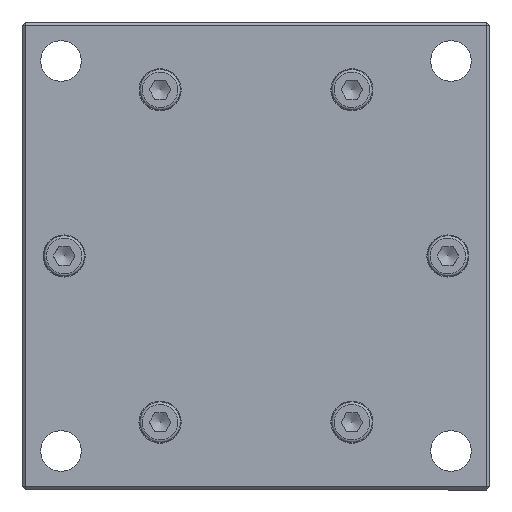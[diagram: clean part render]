
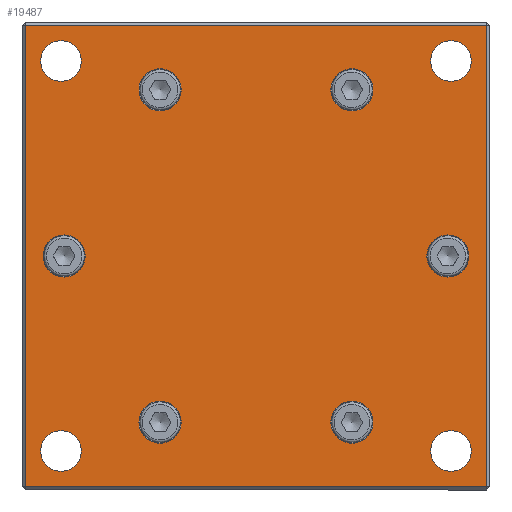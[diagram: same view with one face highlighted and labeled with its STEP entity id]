
A CAD part, left-side view. The second image highlights one B-rep face of the part: STEP entity #19487.
In plain terms, the highlighted planar face has unit normal (-1, 0, 0).
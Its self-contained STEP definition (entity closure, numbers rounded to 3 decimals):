
#18865=CARTESIAN_POINT('',(-137.0,-74.,74.));
#18866=VERTEX_POINT('',#18865);
#18927=CARTESIAN_POINT('',(-137.0,74.,74.));
#18928=VERTEX_POINT('',#18927);
#18951=CARTESIAN_POINT('',(-137.0,-74.,-74.));
#18952=VERTEX_POINT('',#18951);
#19041=CARTESIAN_POINT('',(-137.0,74.,-74.));
#19042=VERTEX_POINT('',#19041);
#19167=CARTESIAN_POINT('',(-137.0,-74.,-74.));
#19168=DIRECTION('',(0.0,1.0,0.0));
#19169=VECTOR('',#19168,148.0);
#19170=LINE('',#19167,#19169);
#19171=EDGE_CURVE('',#18952,#19042,#19170,.T.);
#19189=CARTESIAN_POINT('',(-137.0,74.,-74.));
#19190=DIRECTION('',(0.0,0.0,1.0));
#19191=VECTOR('',#19190,148.0);
#19192=LINE('',#19189,#19191);
#19193=EDGE_CURVE('',#19042,#18928,#19192,.T.);
#19289=CARTESIAN_POINT('',(-137.0,-74.,74.));
#19290=DIRECTION('',(0.0,0.0,-1.0));
#19291=VECTOR('',#19290,148.);
#19292=LINE('',#19289,#19291);
#19293=EDGE_CURVE('',#18866,#18952,#19292,.T.);
#19311=CARTESIAN_POINT('',(-137.0,74.,74.));
#19312=DIRECTION('',(0.0,-1.0,0.0));
#19313=VECTOR('',#19312,148.);
#19314=LINE('',#19311,#19313);
#19315=EDGE_CURVE('',#18928,#18866,#19314,.T.);
#19366=CARTESIAN_POINT('',(-137.0,0.,0.));
#19367=DIRECTION('',(-1.0,0.0,0.0));
#19368=DIRECTION('',(0.0,-1.0,0.0));
#19369=AXIS2_PLACEMENT_3D('',#19366,#19367,#19368);
#19370=PLANE('',#19369);
#19371=ORIENTED_EDGE('',*,*,#19171,.F.);
#19372=ORIENTED_EDGE('',*,*,#19293,.F.);
#19373=ORIENTED_EDGE('',*,*,#19315,.F.);
#19374=ORIENTED_EDGE('',*,*,#19193,.F.);
#19375=EDGE_LOOP('',(#19371,#19372,#19373,#19374));
#19376=FACE_OUTER_BOUND('',#19375,.T.);
#19377=CARTESIAN_POINT('',(-137.0,-68.25,0.));
#19378=VERTEX_POINT('',#19377);
#19379=CARTESIAN_POINT('',(-137.0,-61.5,0.));
#19380=DIRECTION('',(1.0,0.0,0.0));
#19381=DIRECTION('',(0.0,-1.0,0.0));
#19382=AXIS2_PLACEMENT_3D('',#19379,#19380,#19381);
#19383=CIRCLE('',#19382,6.75);
#19384=EDGE_CURVE('',#19378,#19378,#19383,.T.);
#19385=ORIENTED_EDGE('',*,*,#19384,.T.);
#19386=EDGE_LOOP('',(#19385));
#19387=FACE_BOUND('',#19386,.T.);
#19388=CARTESIAN_POINT('',(-137.0,-37.5,53.261));
#19389=VERTEX_POINT('',#19388);
#19390=CARTESIAN_POINT('',(-137.0,-30.75,53.261));
#19391=DIRECTION('',(1.0,0.0,0.0));
#19392=DIRECTION('',(0.0,-1.0,0.0));
#19393=AXIS2_PLACEMENT_3D('',#19390,#19391,#19392);
#19394=CIRCLE('',#19393,6.75);
#19395=EDGE_CURVE('',#19389,#19389,#19394,.T.);
#19396=ORIENTED_EDGE('',*,*,#19395,.T.);
#19397=EDGE_LOOP('',(#19396));
#19398=FACE_BOUND('',#19397,.T.);
#19399=CARTESIAN_POINT('',(-137.0,54.75,0.));
#19400=VERTEX_POINT('',#19399);
#19401=CARTESIAN_POINT('',(-137.0,61.5,0.0));
#19402=DIRECTION('',(1.0,0.0,0.0));
#19403=DIRECTION('',(0.0,-1.0,0.0));
#19404=AXIS2_PLACEMENT_3D('',#19401,#19402,#19403);
#19405=CIRCLE('',#19404,6.75);
#19406=EDGE_CURVE('',#19400,#19400,#19405,.T.);
#19407=ORIENTED_EDGE('',*,*,#19406,.T.);
#19408=EDGE_LOOP('',(#19407));
#19409=FACE_BOUND('',#19408,.T.);
#19410=CARTESIAN_POINT('',(-137.0,24.,-53.261));
#19411=VERTEX_POINT('',#19410);
#19412=CARTESIAN_POINT('',(-137.0,30.75,-53.261));
#19413=DIRECTION('',(1.0,0.0,0.0));
#19414=DIRECTION('',(0.0,-1.0,0.0));
#19415=AXIS2_PLACEMENT_3D('',#19412,#19413,#19414);
#19416=CIRCLE('',#19415,6.75);
#19417=EDGE_CURVE('',#19411,#19411,#19416,.T.);
#19418=ORIENTED_EDGE('',*,*,#19417,.T.);
#19419=EDGE_LOOP('',(#19418));
#19420=FACE_BOUND('',#19419,.T.);
#19421=CARTESIAN_POINT('',(-137.0,24.,53.261));
#19422=VERTEX_POINT('',#19421);
#19423=CARTESIAN_POINT('',(-137.0,30.75,53.261));
#19424=DIRECTION('',(1.0,0.0,0.0));
#19425=DIRECTION('',(0.0,-1.0,0.0));
#19426=AXIS2_PLACEMENT_3D('',#19423,#19424,#19425);
#19427=CIRCLE('',#19426,6.75);
#19428=EDGE_CURVE('',#19422,#19422,#19427,.T.);
#19429=ORIENTED_EDGE('',*,*,#19428,.T.);
#19430=EDGE_LOOP('',(#19429));
#19431=FACE_BOUND('',#19430,.T.);
#19432=CARTESIAN_POINT('',(-137.0,-37.5,-53.261));
#19433=VERTEX_POINT('',#19432);
#19434=CARTESIAN_POINT('',(-137.0,-30.75,-53.261));
#19435=DIRECTION('',(1.0,0.0,0.0));
#19436=DIRECTION('',(0.0,-1.0,0.0));
#19437=AXIS2_PLACEMENT_3D('',#19434,#19435,#19436);
#19438=CIRCLE('',#19437,6.75);
#19439=EDGE_CURVE('',#19433,#19433,#19438,.T.);
#19440=ORIENTED_EDGE('',*,*,#19439,.T.);
#19441=EDGE_LOOP('',(#19440));
#19442=FACE_BOUND('',#19441,.T.);
#19443=CARTESIAN_POINT('',(-137.0,-69.,-62.5));
#19444=VERTEX_POINT('',#19443);
#19445=CARTESIAN_POINT('',(-137.0,-62.5,-62.5));
#19446=DIRECTION('',(1.0,0.0,0.0));
#19447=DIRECTION('',(0.0,-1.0,0.0));
#19448=AXIS2_PLACEMENT_3D('',#19445,#19446,#19447);
#19449=CIRCLE('',#19448,6.5);
#19450=EDGE_CURVE('',#19444,#19444,#19449,.T.);
#19451=ORIENTED_EDGE('',*,*,#19450,.T.);
#19452=EDGE_LOOP('',(#19451));
#19453=FACE_BOUND('',#19452,.T.);
#19454=CARTESIAN_POINT('',(-137.0,56.,62.5));
#19455=VERTEX_POINT('',#19454);
#19456=CARTESIAN_POINT('',(-137.0,62.5,62.5));
#19457=DIRECTION('',(1.0,0.0,0.0));
#19458=DIRECTION('',(0.0,-1.0,0.0));
#19459=AXIS2_PLACEMENT_3D('',#19456,#19457,#19458);
#19460=CIRCLE('',#19459,6.5);
#19461=EDGE_CURVE('',#19455,#19455,#19460,.T.);
#19462=ORIENTED_EDGE('',*,*,#19461,.T.);
#19463=EDGE_LOOP('',(#19462));
#19464=FACE_BOUND('',#19463,.T.);
#19465=CARTESIAN_POINT('',(-137.0,56.,-62.5));
#19466=VERTEX_POINT('',#19465);
#19467=CARTESIAN_POINT('',(-137.0,62.5,-62.5));
#19468=DIRECTION('',(1.0,0.0,0.0));
#19469=DIRECTION('',(0.0,-1.0,0.0));
#19470=AXIS2_PLACEMENT_3D('',#19467,#19468,#19469);
#19471=CIRCLE('',#19470,6.5);
#19472=EDGE_CURVE('',#19466,#19466,#19471,.T.);
#19473=ORIENTED_EDGE('',*,*,#19472,.T.);
#19474=EDGE_LOOP('',(#19473));
#19475=FACE_BOUND('',#19474,.T.);
#19476=CARTESIAN_POINT('',(-137.0,-69.,62.5));
#19477=VERTEX_POINT('',#19476);
#19478=CARTESIAN_POINT('',(-137.0,-62.5,62.5));
#19479=DIRECTION('',(1.0,0.0,0.0));
#19480=DIRECTION('',(0.0,-1.0,0.0));
#19481=AXIS2_PLACEMENT_3D('',#19478,#19479,#19480);
#19482=CIRCLE('',#19481,6.5);
#19483=EDGE_CURVE('',#19477,#19477,#19482,.T.);
#19484=ORIENTED_EDGE('',*,*,#19483,.T.);
#19485=EDGE_LOOP('',(#19484));
#19486=FACE_BOUND('',#19485,.T.);
#19487=ADVANCED_FACE('',(#19376,#19387,#19398,#19409,#19420,#19431,#19442,#19453,#19464,#19475,#19486),#19370,.T.);
